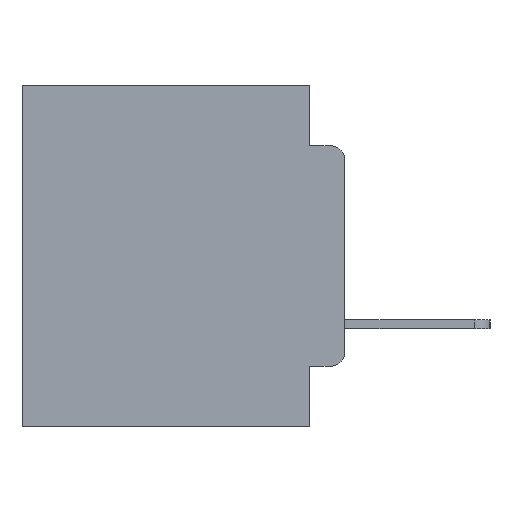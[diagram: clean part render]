
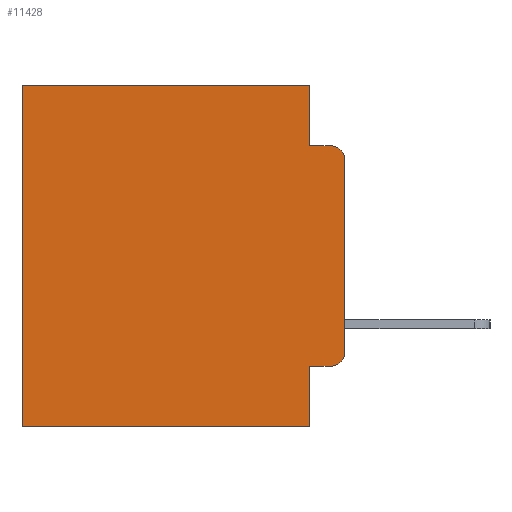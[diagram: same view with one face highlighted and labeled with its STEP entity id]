
A CAD part, left-side view. The second image highlights one B-rep face of the part: STEP entity #11428.
In plain terms, the highlighted planar face has unit normal (-1, 0, 0).
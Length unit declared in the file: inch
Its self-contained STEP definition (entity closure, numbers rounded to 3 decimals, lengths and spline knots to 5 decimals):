
#23 = CARTESIAN_POINT ( 'NONE',  ( 0.298, 0., 0. ) ) ;
#378 = EDGE_LOOP ( 'NONE', ( #5293, #24296, #25521, #23701, #18190, #19155, #12958, #7867, #4666, #2727 ) ) ;
#702 = DIRECTION ( 'NONE',  ( 1., 0., 0. ) ) ;
#703 = VECTOR ( 'NONE', #16186, 39.37008 ) ;
#846 = VECTOR ( 'NONE', #2062, 39.37008 ) ;
#1245 = CARTESIAN_POINT ( 'NONE',  ( 0.298, 0., -0.3915 ) ) ;
#1650 = CARTESIAN_POINT ( 'NONE',  ( 0.298, 0.473, -0.5 ) ) ;
#1995 = CARTESIAN_POINT ( 'NONE',  ( 0.298, 0.051, 0. ) ) ;
#2062 = DIRECTION ( 'NONE',  ( 0., 1., 0. ) ) ;
#2542 = VERTEX_POINT ( 'NONE', #1650 ) ;
#2547 = VECTOR ( 'NONE', #13959, 39.37008 ) ;
#2591 = CARTESIAN_POINT ( 'NONE',  ( 0.298, 0.051, -0.4115 ) ) ;
#2727 = ORIENTED_EDGE ( 'NONE', *, *, #13381, .T. ) ;
#2810 = CARTESIAN_POINT ( 'NONE',  ( 0.298, 0., 0. ) ) ;
#3042 = VERTEX_POINT ( 'NONE', #22831 ) ;
#3176 = LINE ( 'NONE', #16798, #2547 ) ;
#3198 = EDGE_CURVE ( 'NONE', #6048, #4527, #3176, .T. ) ;
#3562 = VECTOR ( 'NONE', #7338, 39.37008 ) ;
#3773 = FACE_OUTER_BOUND ( 'NONE', #378, .T. ) ;
#4247 = VERTEX_POINT ( 'NONE', #14794 ) ;
#4263 = CARTESIAN_POINT ( 'NONE',  ( 0.298, 0.02, -0.4115 ) ) ;
#4527 = VERTEX_POINT ( 'NONE', #17605 ) ;
#4666 = ORIENTED_EDGE ( 'NONE', *, *, #10711, .T. ) ;
#4891 = PLANE ( 'NONE',  #8269 ) ;
#5084 = VERTEX_POINT ( 'NONE', #21197 ) ;
#5265 = CARTESIAN_POINT ( 'NONE',  ( 0.298, 0.051, -0.0885 ) ) ;
#5293 = ORIENTED_EDGE ( 'NONE', *, *, #20373, .F. ) ;
#5509 = CARTESIAN_POINT ( 'NONE',  ( 0.298, 0.473, 0. ) ) ;
#5954 = EDGE_CURVE ( 'NONE', #3042, #4247, #22254, .T. ) ;
#6048 = VERTEX_POINT ( 'NONE', #18424 ) ;
#6400 = EDGE_CURVE ( 'NONE', #3042, #18460, #17599, .T. ) ;
#6953 = DIRECTION ( 'NONE',  ( 0., 0., -1. ) ) ;
#7338 = DIRECTION ( 'NONE',  ( 0., -1., 0. ) ) ;
#7344 = EDGE_CURVE ( 'NONE', #18460, #2542, #10413, .T. ) ;
#7867 = ORIENTED_EDGE ( 'NONE', *, *, #3198, .F. ) ;
#8269 = AXIS2_PLACEMENT_3D ( 'NONE', #2810, #702, #6953 ) ;
#9646 = DIRECTION ( 'NONE',  ( -1., 0., 0. ) ) ;
#10163 = CARTESIAN_POINT ( 'NONE',  ( 0.298, 0., -0.5 ) ) ;
#10261 = VECTOR ( 'NONE', #12804, 39.37008 ) ;
#10413 = LINE ( 'NONE', #14985, #25510 ) ;
#10711 = EDGE_CURVE ( 'NONE', #6048, #16473, #10922, .T. ) ;
#10922 = LINE ( 'NONE', #2591, #10261 ) ;
#10965 = VERTEX_POINT ( 'NONE', #1245 ) ;
#11093 = EDGE_CURVE ( 'NONE', #5084, #11798, #17389, .T. ) ;
#11428 = ADVANCED_FACE ( 'NONE', ( #3773 ), #4891, .F. ) ;
#11796 = EDGE_CURVE ( 'NONE', #4527, #2542, #20420, .T. ) ;
#11798 = VERTEX_POINT ( 'NONE', #22040 ) ;
#12005 = CARTESIAN_POINT ( 'NONE',  ( 0.298, 0.02, -0.1085 ) ) ;
#12723 = CIRCLE ( 'NONE', #18673, 0.02 ) ;
#12804 = DIRECTION ( 'NONE',  ( 0., -1., 0. ) ) ;
#12958 = ORIENTED_EDGE ( 'NONE', *, *, #11796, .F. ) ;
#13381 = EDGE_CURVE ( 'NONE', #16473, #10965, #12723, .T. ) ;
#13959 = DIRECTION ( 'NONE',  ( 0., 0., -1. ) ) ;
#13969 = DIRECTION ( 'NONE',  ( 0., 0., -1. ) ) ;
#14206 = CARTESIAN_POINT ( 'NONE',  ( 0.298, 0., 0. ) ) ;
#14794 = CARTESIAN_POINT ( 'NONE',  ( 0.298, 0.051, -0.0885 ) ) ;
#14985 = CARTESIAN_POINT ( 'NONE',  ( 0.298, 0.473, 0. ) ) ;
#15816 = VECTOR ( 'NONE', #23972, 39.37008 ) ;
#16186 = DIRECTION ( 'NONE',  ( 0., 0., -1. ) ) ;
#16473 = VERTEX_POINT ( 'NONE', #4263 ) ;
#16798 = CARTESIAN_POINT ( 'NONE',  ( 0.298, 0.051, 0. ) ) ;
#16849 = LINE ( 'NONE', #14206, #703 ) ;
#16962 = DIRECTION ( 'NONE',  ( 0., 0., -1. ) ) ;
#17015 = VECTOR ( 'NONE', #20113, 39.37008 ) ;
#17389 = CIRCLE ( 'NONE', #23856, 0.02 ) ;
#17599 = LINE ( 'NONE', #23, #846 ) ;
#17605 = CARTESIAN_POINT ( 'NONE',  ( 0.298, 0.051, -0.5 ) ) ;
#18190 = ORIENTED_EDGE ( 'NONE', *, *, #6400, .T. ) ;
#18424 = CARTESIAN_POINT ( 'NONE',  ( 0.298, 0.051, -0.4115 ) ) ;
#18460 = VERTEX_POINT ( 'NONE', #5509 ) ;
#18673 = AXIS2_PLACEMENT_3D ( 'NONE', #21530, #9646, #23482 ) ;
#19155 = ORIENTED_EDGE ( 'NONE', *, *, #7344, .T. ) ;
#20113 = DIRECTION ( 'NONE',  ( 0., 0., -1. ) ) ;
#20245 = LINE ( 'NONE', #5265, #3562 ) ;
#20373 = EDGE_CURVE ( 'NONE', #5084, #10965, #16849, .T. ) ;
#20420 = LINE ( 'NONE', #10163, #15816 ) ;
#20715 = EDGE_CURVE ( 'NONE', #4247, #11798, #20245, .T. ) ;
#21197 = CARTESIAN_POINT ( 'NONE',  ( 0.298, 0., -0.1085 ) ) ;
#21530 = CARTESIAN_POINT ( 'NONE',  ( 0.298, 0.02, -0.3915 ) ) ;
#22040 = CARTESIAN_POINT ( 'NONE',  ( 0.298, 0.02, -0.0885 ) ) ;
#22254 = LINE ( 'NONE', #1995, #17015 ) ;
#22831 = CARTESIAN_POINT ( 'NONE',  ( 0.298, 0.051, 0. ) ) ;
#23482 = DIRECTION ( 'NONE',  ( 0., 0., -1. ) ) ;
#23701 = ORIENTED_EDGE ( 'NONE', *, *, #5954, .F. ) ;
#23856 = AXIS2_PLACEMENT_3D ( 'NONE', #12005, #25716, #13969 ) ;
#23972 = DIRECTION ( 'NONE',  ( 0., 1., 0. ) ) ;
#24296 = ORIENTED_EDGE ( 'NONE', *, *, #11093, .T. ) ;
#25510 = VECTOR ( 'NONE', #16962, 39.37008 ) ;
#25521 = ORIENTED_EDGE ( 'NONE', *, *, #20715, .F. ) ;
#25716 = DIRECTION ( 'NONE',  ( -1., 0., 0. ) ) ;
